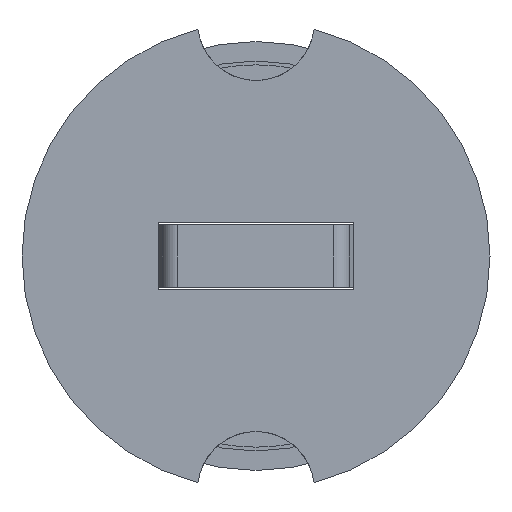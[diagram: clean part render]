
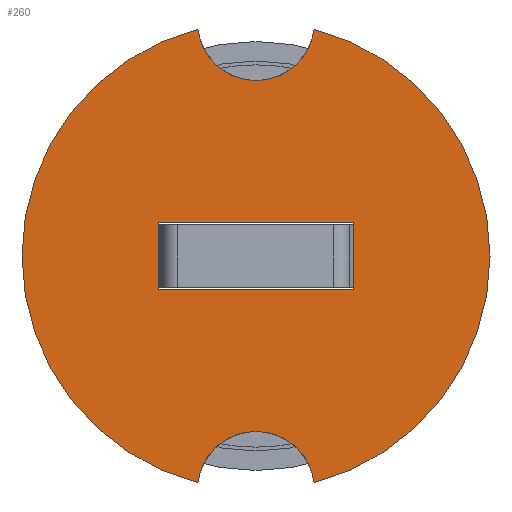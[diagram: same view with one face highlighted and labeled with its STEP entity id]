
A CAD part, left-side view. The second image highlights one B-rep face of the part: STEP entity #260.
In plain terms, the highlighted planar face has unit normal (-1, 0, 0).
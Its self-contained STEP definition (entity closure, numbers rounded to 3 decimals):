
#27 = DIRECTION ( 'NONE',  ( 0., 0., -1. ) ) ;
#37 = CARTESIAN_POINT ( 'NONE',  ( 0., 0., 0. ) ) ;
#81 = CARTESIAN_POINT ( 'NONE',  ( 0., 1.25, 0.425 ) ) ;
#149 = DIRECTION ( 'NONE',  ( 0., 1., 0. ) ) ;
#174 = CARTESIAN_POINT ( 'NONE',  ( 0., 0., 0. ) ) ;
#223 = DIRECTION ( 'NONE',  ( 1., 0., 0. ) ) ;
#226 = DIRECTION ( 'NONE',  ( 0., 1., 0. ) ) ;
#243 = EDGE_CURVE ( 'NONE', #2216, #1097, #1179, .T. ) ;
#260 = ADVANCED_FACE ( 'NONE', ( #1392, #2857 ), #2163, .F. ) ;
#304 = ORIENTED_EDGE ( 'NONE', *, *, #1951, .T. ) ;
#316 = EDGE_CURVE ( 'NONE', #2325, #2942, #1734, .T. ) ;
#352 = DIRECTION ( 'NONE',  ( 0., 0., -1. ) ) ;
#384 = CARTESIAN_POINT ( 'NONE',  ( 0., -0.744, -2.906 ) ) ;
#479 = CARTESIAN_POINT ( 'NONE',  ( 0., -0.744, 2.906 ) ) ;
#514 = DIRECTION ( 'NONE',  ( -1., 0., 0. ) ) ;
#516 = CARTESIAN_POINT ( 'NONE',  ( 0., 0.744, -2.906 ) ) ;
#523 = EDGE_CURVE ( 'NONE', #747, #2414, #1872, .T. ) ;
#524 = ORIENTED_EDGE ( 'NONE', *, *, #316, .T. ) ;
#555 = VERTEX_POINT ( 'NONE', #384 ) ;
#607 = CARTESIAN_POINT ( 'NONE',  ( 0., 0., -3. ) ) ;
#693 = CARTESIAN_POINT ( 'NONE',  ( 0., -1.25, 0.425 ) ) ;
#717 = ORIENTED_EDGE ( 'NONE', *, *, #523, .T. ) ;
#740 = VECTOR ( 'NONE', #1838, 1000. ) ;
#747 = VERTEX_POINT ( 'NONE', #516 ) ;
#753 = ORIENTED_EDGE ( 'NONE', *, *, #1313, .T. ) ;
#876 = CARTESIAN_POINT ( 'NONE',  ( 0., 1.25, -0.425 ) ) ;
#944 = AXIS2_PLACEMENT_3D ( 'NONE', #2589, #3061, #352 ) ;
#948 = CARTESIAN_POINT ( 'NONE',  ( 0., 0., -2.25 ) ) ;
#1077 = LINE ( 'NONE', #876, #2229 ) ;
#1097 = VERTEX_POINT ( 'NONE', #1417 ) ;
#1117 = DIRECTION ( 'NONE',  ( 1., 0., 0. ) ) ;
#1143 = VECTOR ( 'NONE', #27, 1000. ) ;
#1149 = AXIS2_PLACEMENT_3D ( 'NONE', #37, #514, #1266 ) ;
#1155 = EDGE_CURVE ( 'NONE', #2511, #747, #1410, .T. ) ;
#1165 = CARTESIAN_POINT ( 'NONE',  ( 0., 1.25, 0.425 ) ) ;
#1179 = LINE ( 'NONE', #1165, #1613 ) ;
#1266 = DIRECTION ( 'NONE',  ( 0., 0., 1. ) ) ;
#1305 = EDGE_CURVE ( 'NONE', #1097, #2325, #1554, .T. ) ;
#1313 = EDGE_CURVE ( 'NONE', #555, #2746, #2982, .T. ) ;
#1392 = FACE_BOUND ( 'NONE', #2610, .T. ) ;
#1410 = CIRCLE ( 'NONE', #1149, 3. ) ;
#1417 = CARTESIAN_POINT ( 'NONE',  ( 0., 1.25, 0.425 ) ) ;
#1554 = LINE ( 'NONE', #81, #740 ) ;
#1577 = AXIS2_PLACEMENT_3D ( 'NONE', #607, #1117, #2810 ) ;
#1613 = VECTOR ( 'NONE', #2148, 1000. ) ;
#1734 = LINE ( 'NONE', #2448, #1143 ) ;
#1755 = ORIENTED_EDGE ( 'NONE', *, *, #243, .T. ) ;
#1816 = DIRECTION ( 'NONE',  ( -1., 0., 0. ) ) ;
#1818 = AXIS2_PLACEMENT_3D ( 'NONE', #174, #3124, #226 ) ;
#1838 = DIRECTION ( 'NONE',  ( 0., -1., 0. ) ) ;
#1872 = CIRCLE ( 'NONE', #944, 0.75 ) ;
#1936 = CIRCLE ( 'NONE', #2536, 0.75 ) ;
#1951 = EDGE_CURVE ( 'NONE', #2746, #2511, #1936, .T. ) ;
#2078 = EDGE_CURVE ( 'NONE', #2942, #2216, #1077, .T. ) ;
#2090 = CARTESIAN_POINT ( 'NONE',  ( 0., 0., 3. ) ) ;
#2148 = DIRECTION ( 'NONE',  ( 0., 0., 1. ) ) ;
#2163 = PLANE ( 'NONE',  #1818 ) ;
#2216 = VERTEX_POINT ( 'NONE', #2862 ) ;
#2229 = VECTOR ( 'NONE', #149, 1000. ) ;
#2314 = ORIENTED_EDGE ( 'NONE', *, *, #2078, .T. ) ;
#2325 = VERTEX_POINT ( 'NONE', #693 ) ;
#2354 = ORIENTED_EDGE ( 'NONE', *, *, #2951, .T. ) ;
#2378 = ORIENTED_EDGE ( 'NONE', *, *, #1305, .T. ) ;
#2414 = VERTEX_POINT ( 'NONE', #948 ) ;
#2448 = CARTESIAN_POINT ( 'NONE',  ( 0., -1.25, 0.425 ) ) ;
#2511 = VERTEX_POINT ( 'NONE', #3015 ) ;
#2528 = CARTESIAN_POINT ( 'NONE',  ( 0., 0., 0. ) ) ;
#2536 = AXIS2_PLACEMENT_3D ( 'NONE', #2090, #223, #2812 ) ;
#2589 = CARTESIAN_POINT ( 'NONE',  ( 0., 0., -3. ) ) ;
#2610 = EDGE_LOOP ( 'NONE', ( #2378, #524, #2314, #1755 ) ) ;
#2746 = VERTEX_POINT ( 'NONE', #479 ) ;
#2754 = CARTESIAN_POINT ( 'NONE',  ( 0., -1.25, -0.425 ) ) ;
#2780 = ORIENTED_EDGE ( 'NONE', *, *, #1155, .T. ) ;
#2802 = DIRECTION ( 'NONE',  ( 0., 0., 1. ) ) ;
#2810 = DIRECTION ( 'NONE',  ( 0., 0., -1. ) ) ;
#2812 = DIRECTION ( 'NONE',  ( 0., 0., -1. ) ) ;
#2857 = FACE_OUTER_BOUND ( 'NONE', #3017, .T. ) ;
#2862 = CARTESIAN_POINT ( 'NONE',  ( 0., 1.25, -0.425 ) ) ;
#2883 = AXIS2_PLACEMENT_3D ( 'NONE', #2528, #1816, #2802 ) ;
#2942 = VERTEX_POINT ( 'NONE', #2754 ) ;
#2944 = CIRCLE ( 'NONE', #1577, 0.75 ) ;
#2951 = EDGE_CURVE ( 'NONE', #2414, #555, #2944, .T. ) ;
#2982 = CIRCLE ( 'NONE', #2883, 3. ) ;
#3015 = CARTESIAN_POINT ( 'NONE',  ( 0., 0.744, 2.906 ) ) ;
#3017 = EDGE_LOOP ( 'NONE', ( #717, #2354, #753, #304, #2780 ) ) ;
#3061 = DIRECTION ( 'NONE',  ( 1., 0., 0. ) ) ;
#3124 = DIRECTION ( 'NONE',  ( 1., 0., 0. ) ) ;
